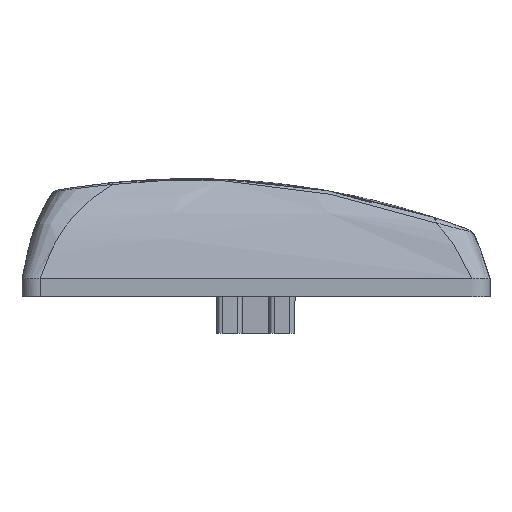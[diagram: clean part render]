
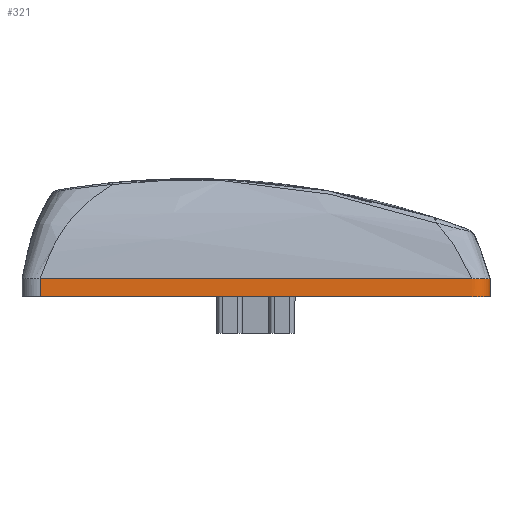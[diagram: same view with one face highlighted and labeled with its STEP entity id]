
A CAD part, left-side view. The second image highlights one B-rep face of the part: STEP entity #321.
In plain terms, the highlighted free-form (B-spline) face has degree [1, 2] with [2, 17] control points.
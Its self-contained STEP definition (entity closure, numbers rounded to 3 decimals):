
#321=ADVANCED_FACE('',(#807),#7076,.T.);
#807=FACE_OUTER_BOUND('',#1297,.T.);
#1297=EDGE_LOOP('',(#2956,#2957,#2958,#2959,#2960,#2961));
#2956=ORIENTED_EDGE('',*,*,#4921,.T.);
#2957=ORIENTED_EDGE('',*,*,#4934,.T.);
#2958=ORIENTED_EDGE('',*,*,#4898,.T.);
#2959=ORIENTED_EDGE('',*,*,#4899,.T.);
#2960=ORIENTED_EDGE('',*,*,#4881,.F.);
#2961=ORIENTED_EDGE('',*,*,#5025,.F.);
#4881=EDGE_CURVE('',#6854,#6855,#5486,.T.);
#4898=EDGE_CURVE('',#6866,#6867,#5503,.T.);
#4899=EDGE_CURVE('',#6867,#6855,#5504,.T.);
#4921=EDGE_CURVE('',#6813,#6812,#6195,.T.);
#4934=EDGE_CURVE('',#6812,#6866,#5521,.T.);
#5025=EDGE_CURVE('',#6813,#6854,#5559,.T.);
#5486=(
BOUNDED_CURVE()
B_SPLINE_CURVE(1,(#15421,#15422),.UNSPECIFIED.,.F.,.F.)
B_SPLINE_CURVE_WITH_KNOTS((2,2),(0.,0.7),.UNSPECIFIED.)
CURVE()
GEOMETRIC_REPRESENTATION_ITEM()
RATIONAL_B_SPLINE_CURVE((1.,1.))
REPRESENTATION_ITEM('')
);
#5503=(
BOUNDED_CURVE()
B_SPLINE_CURVE(2,(#15548,#15549,#15550),.UNSPECIFIED.,.F.,.F.)
B_SPLINE_CURVE_WITH_KNOTS((3,3),(53.099,54.198),
 .UNSPECIFIED.)
CURVE()
GEOMETRIC_REPRESENTATION_ITEM()
RATIONAL_B_SPLINE_CURVE((1.,0.707,1.))
REPRESENTATION_ITEM('')
);
#5504=(
BOUNDED_CURVE()
B_SPLINE_CURVE(2,(#15551,#15552,#15553),.UNSPECIFIED.,.F.,.F.)
B_SPLINE_CURVE_WITH_KNOTS((3,3),(54.198,70.798),
 .UNSPECIFIED.)
CURVE()
GEOMETRIC_REPRESENTATION_ITEM()
RATIONAL_B_SPLINE_CURVE((1.,1.,1.))
REPRESENTATION_ITEM('')
);
#5521=(
BOUNDED_CURVE()
B_SPLINE_CURVE(2,(#15868,#15869,#15870),.UNSPECIFIED.,.F.,.F.)
B_SPLINE_CURVE_WITH_KNOTS((3,3),(44.799,53.099),
 .UNSPECIFIED.)
CURVE()
GEOMETRIC_REPRESENTATION_ITEM()
RATIONAL_B_SPLINE_CURVE((1.,1.,1.))
REPRESENTATION_ITEM('')
);
#5559=(
BOUNDED_CURVE()
B_SPLINE_CURVE(2,(#16644,#16645,#16646,#16647,#16648,#16649,#16650),
 .UNSPECIFIED.,.F.,.F.)
B_SPLINE_CURVE_WITH_KNOTS((3,2,2,3),(8.3,16.6,17.7,34.3),
 .UNSPECIFIED.)
CURVE()
GEOMETRIC_REPRESENTATION_ITEM()
RATIONAL_B_SPLINE_CURVE((1.,1.,1.,0.707,1.,1.,1.))
REPRESENTATION_ITEM('')
);
#6195=B_SPLINE_CURVE_WITH_KNOTS('',1,(#15805,#15806),.UNSPECIFIED.,.F.,
 .F.,(2,2),(-0.557,-0.539),.UNSPECIFIED.);
#6812=VERTEX_POINT('',#12644);
#6813=VERTEX_POINT('',#12645);
#6854=VERTEX_POINT('',#12686);
#6855=VERTEX_POINT('',#12687);
#6866=VERTEX_POINT('',#12698);
#6867=VERTEX_POINT('',#12699);
#7076=(
BOUNDED_SURFACE()
B_SPLINE_SURFACE(1,2,((#10697,#10698,#10699,#10700,#10701,#10702,#10703,
#10704,#10705,#10706,#10707,#10708,#10709,#10710,#10711,#10712,#10713),
(#10714,#10715,#10716,#10717,#10718,#10719,#10720,#10721,#10722,#10723,
#10724,#10725,#10726,#10727,#10728,#10729,#10730)),.UNSPECIFIED.,.F.,.F.,
 .F.)
B_SPLINE_SURFACE_WITH_KNOTS((2,2),(3,2,2,2,2,2,2,2,3),(0.,0.7),(0.,1.1,
17.7,18.799,35.399,36.499,53.099,
54.198,70.798),.UNSPECIFIED.)
GEOMETRIC_REPRESENTATION_ITEM()
RATIONAL_B_SPLINE_SURFACE(((1.,0.707,1.,1.,1.,0.707,
1.,1.,1.,0.707,1.,1.,1.,0.707,1.,1.,1.),(1.,0.707,
1.,1.,1.,0.707,1.,1.,1.,0.707,1.,1.,1.,0.707,
1.,1.,1.)))
REPRESENTATION_ITEM('')
SURFACE()
);
#10697=CARTESIAN_POINT('',(116.75,28.3,-0.4));
#10698=CARTESIAN_POINT('',(116.75,29.,-0.4));
#10699=CARTESIAN_POINT('',(117.45,29.,-0.4));
#10700=CARTESIAN_POINT('',(125.75,29.,-0.4));
#10701=CARTESIAN_POINT('',(134.05,29.,-0.4));
#10702=CARTESIAN_POINT('',(134.75,29.,-0.4));
#10703=CARTESIAN_POINT('',(134.75,28.3,-0.4));
#10704=CARTESIAN_POINT('',(134.75,20.,-0.4));
#10705=CARTESIAN_POINT('',(134.75,11.7,-0.4));
#10706=CARTESIAN_POINT('',(134.75,11.,-0.4));
#10707=CARTESIAN_POINT('',(134.05,11.,-0.4));
#10708=CARTESIAN_POINT('',(125.75,11.,-0.4));
#10709=CARTESIAN_POINT('',(117.45,11.,-0.4));
#10710=CARTESIAN_POINT('',(116.75,11.,-0.4));
#10711=CARTESIAN_POINT('',(116.75,11.7,-0.4));
#10712=CARTESIAN_POINT('',(116.75,20.,-0.4));
#10713=CARTESIAN_POINT('',(116.75,28.3,-0.4));
#10714=CARTESIAN_POINT('',(116.75,28.3,0.3));
#10715=CARTESIAN_POINT('',(116.75,29.,0.3));
#10716=CARTESIAN_POINT('',(117.45,29.,0.3));
#10717=CARTESIAN_POINT('',(125.75,29.,0.3));
#10718=CARTESIAN_POINT('',(134.05,29.,0.3));
#10719=CARTESIAN_POINT('',(134.75,29.,0.3));
#10720=CARTESIAN_POINT('',(134.75,28.3,0.3));
#10721=CARTESIAN_POINT('',(134.75,20.,0.3));
#10722=CARTESIAN_POINT('',(134.75,11.7,0.3));
#10723=CARTESIAN_POINT('',(134.75,11.,0.3));
#10724=CARTESIAN_POINT('',(134.05,11.,0.3));
#10725=CARTESIAN_POINT('',(125.75,11.,0.3));
#10726=CARTESIAN_POINT('',(117.45,11.,0.3));
#10727=CARTESIAN_POINT('',(116.75,11.,0.3));
#10728=CARTESIAN_POINT('',(116.75,11.7,0.3));
#10729=CARTESIAN_POINT('',(116.75,20.,0.3));
#10730=CARTESIAN_POINT('',(116.75,28.3,0.3));
#12644=CARTESIAN_POINT('',(125.75,11.,0.3));
#12645=CARTESIAN_POINT('',(125.75,11.,-0.4));
#12686=CARTESIAN_POINT('',(116.75,28.3,-0.4));
#12687=CARTESIAN_POINT('',(116.75,28.3,0.3));
#12698=CARTESIAN_POINT('',(117.45,11.,0.3));
#12699=CARTESIAN_POINT('',(116.75,11.7,0.3));
#15421=CARTESIAN_POINT('',(116.75,28.3,-0.4));
#15422=CARTESIAN_POINT('',(116.75,28.3,0.3));
#15548=CARTESIAN_POINT('',(117.45,11.,0.3));
#15549=CARTESIAN_POINT('',(116.75,11.,0.3));
#15550=CARTESIAN_POINT('',(116.75,11.7,0.3));
#15551=CARTESIAN_POINT('',(116.75,11.7,0.3));
#15552=CARTESIAN_POINT('',(116.75,20.,0.3));
#15553=CARTESIAN_POINT('',(116.75,28.3,0.3));
#15805=CARTESIAN_POINT('',(125.75,11.,-0.4));
#15806=CARTESIAN_POINT('',(125.75,11.,0.3));
#15868=CARTESIAN_POINT('',(125.75,11.,0.3));
#15869=CARTESIAN_POINT('',(121.6,11.,0.3));
#15870=CARTESIAN_POINT('',(117.45,11.,0.3));
#16644=CARTESIAN_POINT('',(125.75,11.,-0.4));
#16645=CARTESIAN_POINT('',(121.6,11.,-0.4));
#16646=CARTESIAN_POINT('',(117.45,11.,-0.4));
#16647=CARTESIAN_POINT('',(116.75,11.,-0.4));
#16648=CARTESIAN_POINT('',(116.75,11.7,-0.4));
#16649=CARTESIAN_POINT('',(116.75,20.,-0.4));
#16650=CARTESIAN_POINT('',(116.75,28.3,-0.4));
